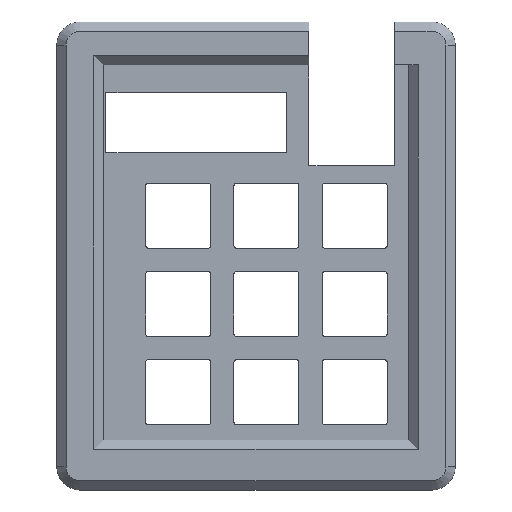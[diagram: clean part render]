
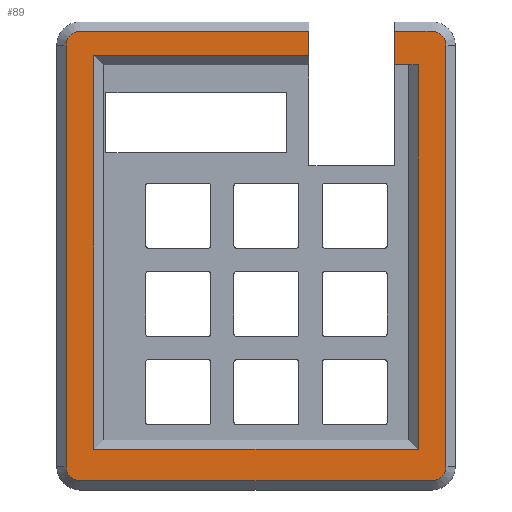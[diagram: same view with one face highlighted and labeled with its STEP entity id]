
A CAD part, top view. The second image highlights one B-rep face of the part: STEP entity #89.
In plain terms, the highlighted planar face has unit normal (0, 0, 1).
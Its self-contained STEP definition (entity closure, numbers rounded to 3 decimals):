
#21 = EDGE_CURVE('',#22,#24,#26,.T.);
#22 = VERTEX_POINT('',#23);
#23 = CARTESIAN_POINT('',(114.74,47.755,7.));
#24 = VERTEX_POINT('',#25);
#25 = CARTESIAN_POINT('',(114.74,42.5,7.));
#26 = LINE('',#27,#28);
#27 = CARTESIAN_POINT('',(114.74,49.755,7.));
#28 = VECTOR('',#29,1.);
#29 = DIRECTION('',(0.,-1.,0.));
#89 = ADVANCED_FACE('',(#90),#223,.T.);
#90 = FACE_BOUND('',#91,.T.);
#91 = EDGE_LOOP('',(#92,#93,#101,#110,#118,#127,#135,#144,#152,#161,#169
    ,#177,#185,#193,#201,#209,#217));
#92 = ORIENTED_EDGE('',*,*,#21,.F.);
#93 = ORIENTED_EDGE('',*,*,#94,.T.);
#94 = EDGE_CURVE('',#22,#95,#97,.T.);
#95 = VERTEX_POINT('',#96);
#96 = CARTESIAN_POINT('',(65.314,47.755,7.));
#97 = LINE('',#98,#99);
#98 = CARTESIAN_POINT('',(114.74,47.755,7.));
#99 = VECTOR('',#100,1.);
#100 = DIRECTION('',(-1.,0.,0.));
#101 = ORIENTED_EDGE('',*,*,#102,.T.);
#102 = EDGE_CURVE('',#95,#103,#105,.T.);
#103 = VERTEX_POINT('',#104);
#104 = CARTESIAN_POINT('',(62.314,44.755,7.));
#105 = CIRCLE('',#106,3.);
#106 = AXIS2_PLACEMENT_3D('',#107,#108,#109);
#107 = CARTESIAN_POINT('',(65.314,44.755,7.));
#108 = DIRECTION('',(0.,-0.,1.));
#109 = DIRECTION('',(0.,1.,0.));
#110 = ORIENTED_EDGE('',*,*,#111,.T.);
#111 = EDGE_CURVE('',#103,#112,#114,.T.);
#112 = VERTEX_POINT('',#113);
#113 = CARTESIAN_POINT('',(62.314,-46.245,7.));
#114 = LINE('',#115,#116);
#115 = CARTESIAN_POINT('',(62.314,44.755,7.));
#116 = VECTOR('',#117,1.);
#117 = DIRECTION('',(0.,-1.,0.));
#118 = ORIENTED_EDGE('',*,*,#119,.T.);
#119 = EDGE_CURVE('',#112,#120,#122,.T.);
#120 = VERTEX_POINT('',#121);
#121 = CARTESIAN_POINT('',(65.314,-49.245,7.));
#122 = CIRCLE('',#123,3.);
#123 = AXIS2_PLACEMENT_3D('',#124,#125,#126);
#124 = CARTESIAN_POINT('',(65.314,-46.245,7.));
#125 = DIRECTION('',(0.,0.,1.));
#126 = DIRECTION('',(-1.,0.,0.));
#127 = ORIENTED_EDGE('',*,*,#128,.T.);
#128 = EDGE_CURVE('',#120,#129,#131,.T.);
#129 = VERTEX_POINT('',#130);
#130 = CARTESIAN_POINT('',(141.314,-49.245,7.));
#131 = LINE('',#132,#133);
#132 = CARTESIAN_POINT('',(65.314,-49.245,7.));
#133 = VECTOR('',#134,1.);
#134 = DIRECTION('',(1.,0.,0.));
#135 = ORIENTED_EDGE('',*,*,#136,.T.);
#136 = EDGE_CURVE('',#129,#137,#139,.T.);
#137 = VERTEX_POINT('',#138);
#138 = CARTESIAN_POINT('',(144.314,-46.245,7.));
#139 = CIRCLE('',#140,3.);
#140 = AXIS2_PLACEMENT_3D('',#141,#142,#143);
#141 = CARTESIAN_POINT('',(141.314,-46.245,7.));
#142 = DIRECTION('',(-0.,0.,1.));
#143 = DIRECTION('',(0.,-1.,0.));
#144 = ORIENTED_EDGE('',*,*,#145,.T.);
#145 = EDGE_CURVE('',#137,#146,#148,.T.);
#146 = VERTEX_POINT('',#147);
#147 = CARTESIAN_POINT('',(144.314,44.755,7.));
#148 = LINE('',#149,#150);
#149 = CARTESIAN_POINT('',(144.314,-46.245,7.));
#150 = VECTOR('',#151,1.);
#151 = DIRECTION('',(0.,1.,0.));
#152 = ORIENTED_EDGE('',*,*,#153,.T.);
#153 = EDGE_CURVE('',#146,#154,#156,.T.);
#154 = VERTEX_POINT('',#155);
#155 = CARTESIAN_POINT('',(141.314,47.755,7.));
#156 = CIRCLE('',#157,3.);
#157 = AXIS2_PLACEMENT_3D('',#158,#159,#160);
#158 = CARTESIAN_POINT('',(141.314,44.755,7.));
#159 = DIRECTION('',(0.,0.,1.));
#160 = DIRECTION('',(1.,0.,0.));
#161 = ORIENTED_EDGE('',*,*,#162,.T.);
#162 = EDGE_CURVE('',#154,#163,#165,.T.);
#163 = VERTEX_POINT('',#164);
#164 = CARTESIAN_POINT('',(133.24,47.755,7.));
#165 = LINE('',#166,#167);
#166 = CARTESIAN_POINT('',(141.314,47.755,7.));
#167 = VECTOR('',#168,1.);
#168 = DIRECTION('',(-1.,0.,0.));
#169 = ORIENTED_EDGE('',*,*,#170,.F.);
#170 = EDGE_CURVE('',#171,#163,#173,.T.);
#171 = VERTEX_POINT('',#172);
#172 = CARTESIAN_POINT('',(133.24,40.5,7.));
#173 = LINE('',#174,#175);
#174 = CARTESIAN_POINT('',(133.24,18.755,7.));
#175 = VECTOR('',#176,1.);
#176 = DIRECTION('',(0.,1.,0.));
#177 = ORIENTED_EDGE('',*,*,#178,.F.);
#178 = EDGE_CURVE('',#179,#171,#181,.T.);
#179 = VERTEX_POINT('',#180);
#180 = CARTESIAN_POINT('',(136.314,40.5,7.));
#181 = LINE('',#182,#183);
#182 = CARTESIAN_POINT('',(136.314,40.5,7.));
#183 = VECTOR('',#184,1.);
#184 = DIRECTION('',(-1.,0.,0.));
#185 = ORIENTED_EDGE('',*,*,#186,.T.);
#186 = EDGE_CURVE('',#179,#187,#189,.T.);
#187 = VERTEX_POINT('',#188);
#188 = CARTESIAN_POINT('',(138.314,40.5,7.));
#189 = LINE('',#190,#191);
#190 = CARTESIAN_POINT('',(103.314,40.5,7.));
#191 = VECTOR('',#192,1.);
#192 = DIRECTION('',(1.,0.,0.));
#193 = ORIENTED_EDGE('',*,*,#194,.F.);
#194 = EDGE_CURVE('',#195,#187,#197,.T.);
#195 = VERTEX_POINT('',#196);
#196 = CARTESIAN_POINT('',(138.314,-42.5,7.));
#197 = LINE('',#198,#199);
#198 = CARTESIAN_POINT('',(138.314,-40.5,7.));
#199 = VECTOR('',#200,1.);
#200 = DIRECTION('',(0.,1.,0.));
#201 = ORIENTED_EDGE('',*,*,#202,.F.);
#202 = EDGE_CURVE('',#203,#195,#205,.T.);
#203 = VERTEX_POINT('',#204);
#204 = CARTESIAN_POINT('',(68.314,-42.5,7.));
#205 = LINE('',#206,#207);
#206 = CARTESIAN_POINT('',(70.314,-42.5,7.));
#207 = VECTOR('',#208,1.);
#208 = DIRECTION('',(1.,0.,0.));
#209 = ORIENTED_EDGE('',*,*,#210,.F.);
#210 = EDGE_CURVE('',#211,#203,#213,.T.);
#211 = VERTEX_POINT('',#212);
#212 = CARTESIAN_POINT('',(68.314,42.5,7.));
#213 = LINE('',#214,#215);
#214 = CARTESIAN_POINT('',(68.314,40.5,7.));
#215 = VECTOR('',#216,1.);
#216 = DIRECTION('',(0.,-1.,0.));
#217 = ORIENTED_EDGE('',*,*,#218,.F.);
#218 = EDGE_CURVE('',#24,#211,#219,.T.);
#219 = LINE('',#220,#221);
#220 = CARTESIAN_POINT('',(114.74,42.5,7.));
#221 = VECTOR('',#222,1.);
#222 = DIRECTION('',(-1.,0.,0.));
#223 = PLANE('',#224);
#224 = AXIS2_PLACEMENT_3D('',#225,#226,#227);
#225 = CARTESIAN_POINT('',(103.314,-0.417,7.));
#226 = DIRECTION('',(0.,0.,1.));
#227 = DIRECTION('',(1.,0.,0.));
